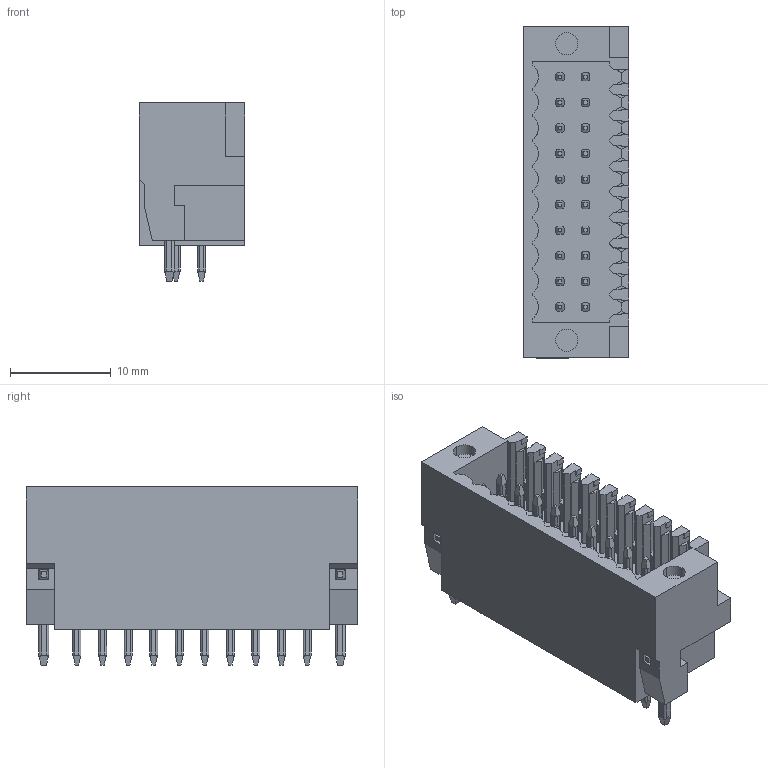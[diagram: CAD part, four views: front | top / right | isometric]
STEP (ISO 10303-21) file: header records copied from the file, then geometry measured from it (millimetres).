
FILE_DESCRIPTION((''),'2;1');
FILE_NAME('TLPHDW-020V','2024-10-17T08:32:33',('tluser'),(''),'CREO PARAMETRIC BY PTC INC, 2018100','CREO PARAMETRIC BY PTC INC, 2018100','');
FILE_SCHEMA(('CONFIG_CONTROL_DESIGN'));
Length unit declared in the file: millimetre
Products named in the file (1): TLPHDW-020V
Bounding box: 10.5 x 32.96 x 17.7 mm (x, y, z)
Volume: 3191.3 mm3; surface area: 3029.7 mm2
Topology: 1 solids, 1 shells, 838 faces, 2348 edges, 1548 vertices
Faces by surface type: plane 650, cylinder 184, torus 4
Entity records: 27175 total; most frequent: CARTESIAN_POINT 6019, ORIENTED_EDGE 4696, DIRECTION 3884, EDGE_CURVE 2348, VECTOR 1808, LINE 1808, VERTEX_POINT 1548, AXIS2_PLACEMENT_3D 1038
